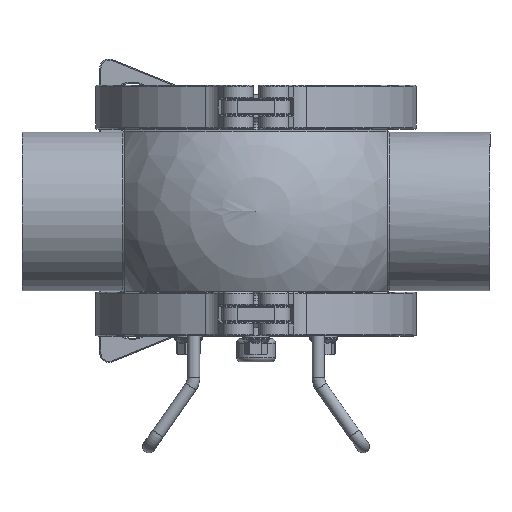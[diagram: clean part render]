
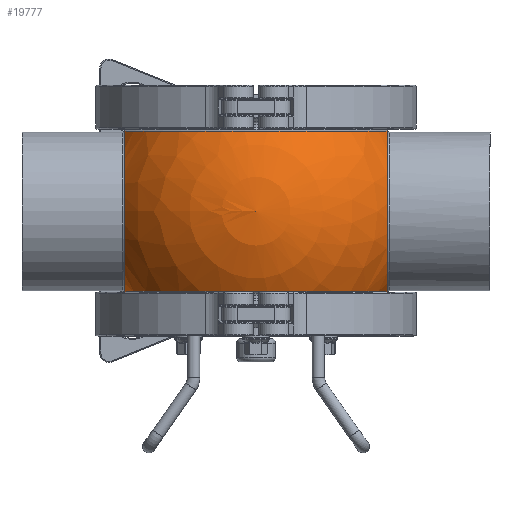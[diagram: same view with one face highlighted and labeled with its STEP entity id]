
A CAD part, top view. The second image highlights one B-rep face of the part: STEP entity #19777.
In plain terms, the highlighted spherical face has radius 102 mm.
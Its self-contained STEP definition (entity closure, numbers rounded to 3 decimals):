
#140=SPHERICAL_SURFACE('',#21999,102.);
#4007=FACE_OUTER_BOUND('',#5437,.T.);
#5437=EDGE_LOOP('',(#15347,#15348,#15349,#15350));
#7120=CIRCLE('',#21964,57.862);
#7141=CIRCLE('',#21995,88.12);
#7144=CIRCLE('',#22000,88.12);
#7145=CIRCLE('',#22001,57.862);
#8603=VERTEX_POINT('',#37695);
#8604=VERTEX_POINT('',#37699);
#8627=VERTEX_POINT('',#37804);
#8630=VERTEX_POINT('',#37818);
#10956=EDGE_CURVE('',#8604,#8603,#7120,.T.);
#10990=EDGE_CURVE('',#8604,#8627,#7141,.T.);
#10995=EDGE_CURVE('',#8603,#8630,#7144,.T.);
#10996=EDGE_CURVE('',#8630,#8627,#7145,.T.);
#15347=ORIENTED_EDGE('',*,*,#10956,.T.);
#15348=ORIENTED_EDGE('',*,*,#10995,.T.);
#15349=ORIENTED_EDGE('',*,*,#10996,.T.);
#15350=ORIENTED_EDGE('',*,*,#10990,.F.);
#19777=ADVANCED_FACE('',(#4007),#140,.T.);
#21964=AXIS2_PLACEMENT_3D('',#37700,#26650,#26651);
#21995=AXIS2_PLACEMENT_3D('',#37805,#26715,#26716);
#21999=AXIS2_PLACEMENT_3D('',#37817,#26723,#26724);
#22000=AXIS2_PLACEMENT_3D('',#37819,#26725,#26726);
#22001=AXIS2_PLACEMENT_3D('',#37820,#26727,#26728);
#26650=DIRECTION('center_axis',(1.,0.,0.));
#26651=DIRECTION('ref_axis',(0.,0.,
-1.));
#26715=DIRECTION('center_axis',(0.,1.,0.));
#26716=DIRECTION('ref_axis',(1.,0.,0.));
#26723=DIRECTION('center_axis',(0.,0.,
1.));
#26724=DIRECTION('ref_axis',(-1.,0.,0.));
#26725=DIRECTION('center_axis',(0.,1.,0.));
#26726=DIRECTION('ref_axis',(1.,0.,0.));
#26727=DIRECTION('center_axis',(-1.,0.,0.));
#26728=DIRECTION('ref_axis',(0.,0.,
1.));
#37695=CARTESIAN_POINT('',(-84.,-51.37,26.629));
#37699=CARTESIAN_POINT('',(-84.,51.37,26.629));
#37700=CARTESIAN_POINT('Origin',(-84.,0.,
0.));
#37804=CARTESIAN_POINT('',(84.,51.37,26.629));
#37805=CARTESIAN_POINT('Origin',(0.,51.37,
0.));
#37817=CARTESIAN_POINT('Origin',(0.,0.,0.));
#37818=CARTESIAN_POINT('',(84.,-51.37,26.629));
#37819=CARTESIAN_POINT('Origin',(0.,-51.37,
0.));
#37820=CARTESIAN_POINT('Origin',(84.,0.,
0.));
